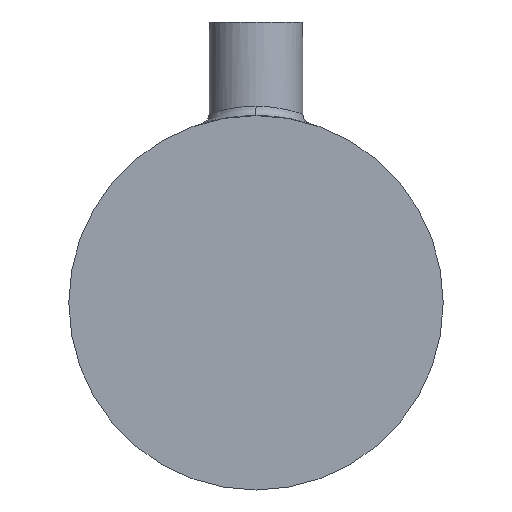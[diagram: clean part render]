
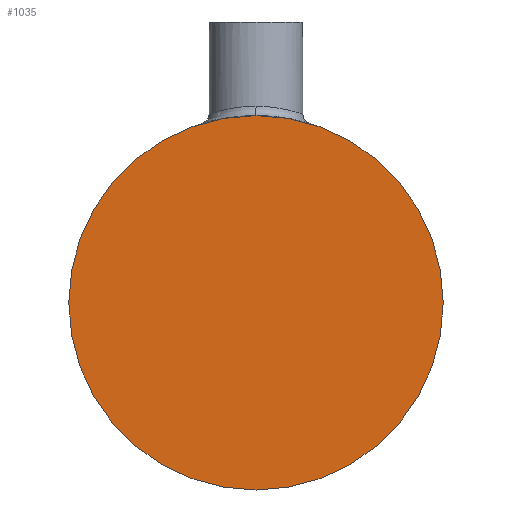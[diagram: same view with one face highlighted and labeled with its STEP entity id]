
A CAD part, front view. The second image highlights one B-rep face of the part: STEP entity #1035.
In plain terms, the highlighted planar face has unit normal (0, -1, 0).
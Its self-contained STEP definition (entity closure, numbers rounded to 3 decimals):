
#32 = CYLINDRICAL_SURFACE('',#33,20.);
#33 = AXIS2_PLACEMENT_3D('',#34,#35,#36);
#34 = CARTESIAN_POINT('',(0.,-50.,0.));
#35 = DIRECTION('',(0.,1.,0.));
#36 = DIRECTION('',(0.,-0.,1.));
#584 = VERTEX_POINT('',#585);
#585 = CARTESIAN_POINT('',(0.,-50.,20.));
#606 = EDGE_CURVE('',#584,#584,#607,.T.);
#607 = SURFACE_CURVE('',#608,(#613,#620),.PCURVE_S1.);
#608 = CIRCLE('',#609,20.);
#609 = AXIS2_PLACEMENT_3D('',#610,#611,#612);
#610 = CARTESIAN_POINT('',(0.,-50.,0.));
#611 = DIRECTION('',(0.,1.,0.));
#612 = DIRECTION('',(0.,-0.,1.));
#613 = PCURVE('',#32,#614);
#614 = DEFINITIONAL_REPRESENTATION('',(#615),#619);
#615 = LINE('',#616,#617);
#616 = CARTESIAN_POINT('',(0.,0.));
#617 = VECTOR('',#618,1.);
#618 = DIRECTION('',(1.,0.));
#619 = ( GEOMETRIC_REPRESENTATION_CONTEXT(2) 
PARAMETRIC_REPRESENTATION_CONTEXT() REPRESENTATION_CONTEXT('2D SPACE',''
  ) );
#620 = PCURVE('',#621,#626);
#621 = PLANE('',#622);
#622 = AXIS2_PLACEMENT_3D('',#623,#624,#625);
#623 = CARTESIAN_POINT('',(0.,-50.,0.));
#624 = DIRECTION('',(0.,1.,0.));
#625 = DIRECTION('',(0.,-0.,1.));
#626 = DEFINITIONAL_REPRESENTATION('',(#627),#631);
#627 = CIRCLE('',#628,20.);
#628 = AXIS2_PLACEMENT_2D('',#629,#630);
#629 = CARTESIAN_POINT('',(0.,0.));
#630 = DIRECTION('',(1.,0.));
#631 = ( GEOMETRIC_REPRESENTATION_CONTEXT(2) 
PARAMETRIC_REPRESENTATION_CONTEXT() REPRESENTATION_CONTEXT('2D SPACE',''
  ) );
#1035 = ADVANCED_FACE('',(#1036),#621,.F.);
#1036 = FACE_BOUND('',#1037,.T.);
#1037 = EDGE_LOOP('',(#1038));
#1038 = ORIENTED_EDGE('',*,*,#606,.F.);
